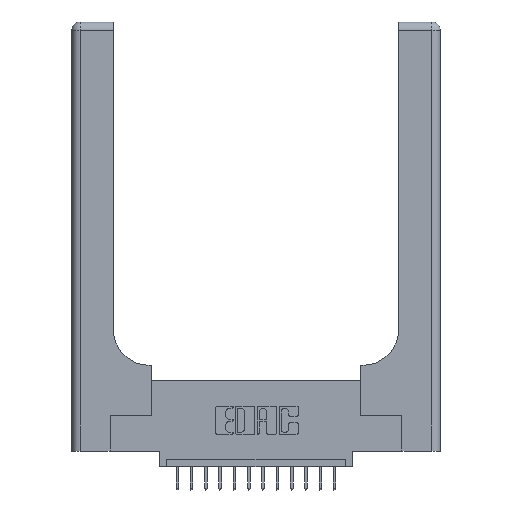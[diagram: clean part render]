
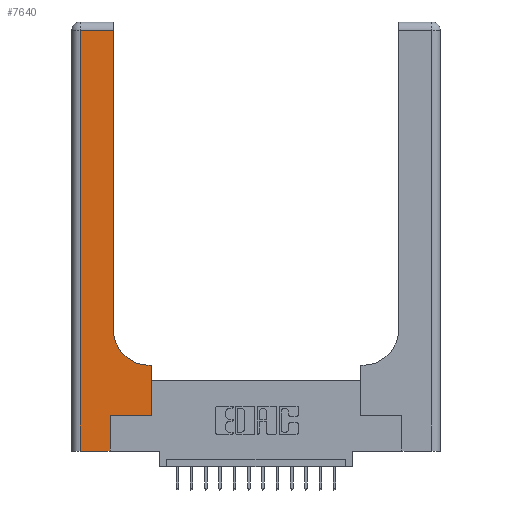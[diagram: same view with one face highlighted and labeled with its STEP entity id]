
A CAD part, top view. The second image highlights one B-rep face of the part: STEP entity #7640.
In plain terms, the highlighted planar face has unit normal (0, 0, 1).
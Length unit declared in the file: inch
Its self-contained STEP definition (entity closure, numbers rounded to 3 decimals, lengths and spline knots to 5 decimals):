
#180 = LINE ( 'NONE', #14817, #11248 ) ;
#404 = VERTEX_POINT ( 'NONE', #3713 ) ;
#1194 = ORIENTED_EDGE ( 'NONE', *, *, #7884, .T. ) ;
#1537 = VECTOR ( 'NONE', #8493, 39.37008 ) ;
#1553 = LINE ( 'NONE', #16079, #17398 ) ;
#1722 = AXIS2_PLACEMENT_3D ( 'NONE', #1757, #17604, #8949 ) ;
#1757 = CARTESIAN_POINT ( 'NONE',  ( 0., 3., 0.37 ) ) ;
#1797 = ORIENTED_EDGE ( 'NONE', *, *, #14250, .T. ) ;
#1865 = DIRECTION ( 'NONE',  ( 0., -1., 0. ) ) ;
#2052 = DIRECTION ( 'NONE',  ( 0., 1., 0. ) ) ;
#2079 = ORIENTED_EDGE ( 'NONE', *, *, #16044, .T. ) ;
#2247 = CARTESIAN_POINT ( 'NONE',  ( 0.269, 0., 0.37 ) ) ;
#2430 = EDGE_CURVE ( 'NONE', #7003, #10470, #6651, .T. ) ;
#3293 = VECTOR ( 'NONE', #15862, 39.37008 ) ;
#3321 = ORIENTED_EDGE ( 'NONE', *, *, #14770, .T. ) ;
#3374 = VERTEX_POINT ( 'NONE', #7268 ) ;
#3514 = CARTESIAN_POINT ( 'NONE',  ( 0.2915, 3., 0.37 ) ) ;
#3713 = CARTESIAN_POINT ( 'NONE',  ( 0.269, 0., 0.37 ) ) ;
#4160 = LINE ( 'NONE', #14381, #15311 ) ;
#4839 = DIRECTION ( 'NONE',  ( -1., 0., 0. ) ) ;
#4975 = EDGE_LOOP ( 'NONE', ( #3321, #13363, #17467, #13857, #1797, #2079, #14107, #14379, #1194 ) ) ;
#5410 = FACE_OUTER_BOUND ( 'NONE', #4975, .T. ) ;
#5478 = CARTESIAN_POINT ( 'NONE',  ( 0.06, 0., 0.37 ) ) ;
#6421 = DIRECTION ( 'NONE',  ( 0., 1., 0. ) ) ;
#6534 = VERTEX_POINT ( 'NONE', #16798 ) ;
#6651 = LINE ( 'NONE', #10335, #13794 ) ;
#7003 = VERTEX_POINT ( 'NONE', #17987 ) ;
#7268 = CARTESIAN_POINT ( 'NONE',  ( 0.5415, 0.6, 0.37 ) ) ;
#7640 = ADVANCED_FACE ( 'NONE', ( #5410 ), #15880, .F. ) ;
#7694 = VERTEX_POINT ( 'NONE', #11662 ) ;
#7884 = EDGE_CURVE ( 'NONE', #3374, #12234, #15003, .T. ) ;
#8105 = LINE ( 'NONE', #12726, #1537 ) ;
#8210 = DIRECTION ( 'NONE',  ( 0., 0., -1. ) ) ;
#8493 = DIRECTION ( 'NONE',  ( 1., 0., 0. ) ) ;
#8512 = VERTEX_POINT ( 'NONE', #15240 ) ;
#8949 = DIRECTION ( 'NONE',  ( -1., 0., 0. ) ) ;
#9508 = CARTESIAN_POINT ( 'NONE',  ( 0., 0., 0.37 ) ) ;
#10335 = CARTESIAN_POINT ( 'NONE',  ( 0.06, 3., 0.37 ) ) ;
#10470 = VERTEX_POINT ( 'NONE', #5478 ) ;
#11248 = VECTOR ( 'NONE', #12443, 39.37008 ) ;
#11574 = AXIS2_PLACEMENT_3D ( 'NONE', #13985, #8210, #16862 ) ;
#11579 = EDGE_CURVE ( 'NONE', #15139, #7003, #4160, .T. ) ;
#11662 = CARTESIAN_POINT ( 'NONE',  ( 0.5585, 0.6, 0.37 ) ) ;
#11691 = DIRECTION ( 'NONE',  ( -1., 0., 0. ) ) ;
#12234 = VERTEX_POINT ( 'NONE', #16146 ) ;
#12287 = EDGE_CURVE ( 'NONE', #6534, #7694, #180, .T. ) ;
#12443 = DIRECTION ( 'NONE',  ( 0., 1., 0. ) ) ;
#12726 = CARTESIAN_POINT ( 'NONE',  ( 0.269, 0.25, 0.37 ) ) ;
#13363 = ORIENTED_EDGE ( 'NONE', *, *, #11579, .T. ) ;
#13791 = VECTOR ( 'NONE', #2052, 39.37008 ) ;
#13794 = VECTOR ( 'NONE', #1865, 39.37008 ) ;
#13857 = ORIENTED_EDGE ( 'NONE', *, *, #16097, .T. ) ;
#13985 = CARTESIAN_POINT ( 'NONE',  ( 0.5415, 0.85, 0.37 ) ) ;
#14107 = ORIENTED_EDGE ( 'NONE', *, *, #12287, .T. ) ;
#14250 = EDGE_CURVE ( 'NONE', #404, #8512, #15179, .T. ) ;
#14379 = ORIENTED_EDGE ( 'NONE', *, *, #15779, .T. ) ;
#14381 = CARTESIAN_POINT ( 'NONE',  ( 0., 2.94, 0.37 ) ) ;
#14770 = EDGE_CURVE ( 'NONE', #12234, #15139, #15835, .T. ) ;
#14817 = CARTESIAN_POINT ( 'NONE',  ( 0.5585, 0.25, 0.37 ) ) ;
#14856 = LINE ( 'NONE', #9508, #3293 ) ;
#15003 = CIRCLE ( 'NONE', #11574, 0.25 ) ;
#15139 = VERTEX_POINT ( 'NONE', #16100 ) ;
#15179 = LINE ( 'NONE', #2247, #17679 ) ;
#15240 = CARTESIAN_POINT ( 'NONE',  ( 0.269, 0.25, 0.37 ) ) ;
#15311 = VECTOR ( 'NONE', #11691, 39.37008 ) ;
#15779 = EDGE_CURVE ( 'NONE', #7694, #3374, #1553, .T. ) ;
#15835 = LINE ( 'NONE', #3514, #13791 ) ;
#15862 = DIRECTION ( 'NONE',  ( 1., 0., 0. ) ) ;
#15880 = PLANE ( 'NONE',  #1722 ) ;
#16044 = EDGE_CURVE ( 'NONE', #8512, #6534, #8105, .T. ) ;
#16079 = CARTESIAN_POINT ( 'NONE',  ( 0.2915, 0.6, 0.37 ) ) ;
#16097 = EDGE_CURVE ( 'NONE', #10470, #404, #14856, .T. ) ;
#16100 = CARTESIAN_POINT ( 'NONE',  ( 0.2915, 2.94, 0.37 ) ) ;
#16146 = CARTESIAN_POINT ( 'NONE',  ( 0.2915, 0.85, 0.37 ) ) ;
#16798 = CARTESIAN_POINT ( 'NONE',  ( 0.5585, 0.25, 0.37 ) ) ;
#16862 = DIRECTION ( 'NONE',  ( 1., 0., 0. ) ) ;
#17398 = VECTOR ( 'NONE', #4839, 39.37008 ) ;
#17467 = ORIENTED_EDGE ( 'NONE', *, *, #2430, .T. ) ;
#17604 = DIRECTION ( 'NONE',  ( 0., 0., -1. ) ) ;
#17679 = VECTOR ( 'NONE', #6421, 39.37008 ) ;
#17987 = CARTESIAN_POINT ( 'NONE',  ( 0.06, 2.94, 0.37 ) ) ;
